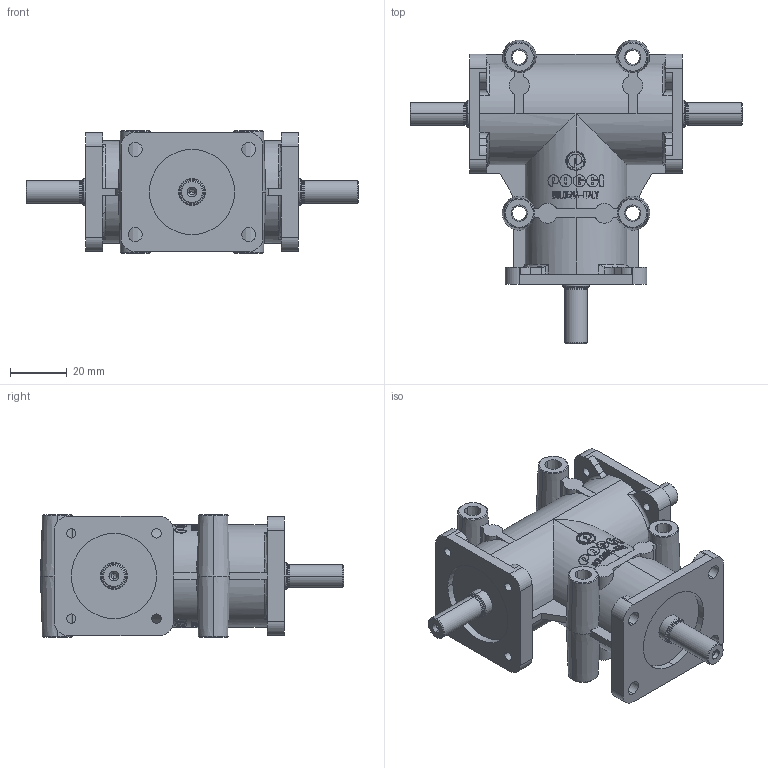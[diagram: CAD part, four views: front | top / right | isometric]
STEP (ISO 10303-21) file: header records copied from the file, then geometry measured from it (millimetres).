
FILE_DESCRIPTION(('STEP AP214'),'1');
FILE_NAME('182002111.stp','2017-04-22T20:11:04',('TraceParts'),('TraceParts S.A.'),'Spatial InterOp 3D',' ',' ');
FILE_SCHEMA(('automotive_design'));
Length unit declared in the file: millimetre
Products named in the file (1): 182002111
Bounding box: 117 x 106.98 x 43 mm (x, y, z)
Volume: 147203.9 mm3; surface area: 33500.1 mm2
Topology: 1 solids, 1 shells, 817 faces, 2203 edges, 1440 vertices
Faces by surface type: plane 265, bspline 236, cylinder 214, cone 62, torus 40
Entity records: 47550 total; most frequent: CARTESIAN_POINT 23320, ORIENTED_EDGE 4394, DIRECTION 2520, EDGE_CURVE 2197, VERTEX_POINT 1440, B_SPLINE_CURVE_WITH_KNOTS 1301, AXIS2_PLACEMENT_3D 1042, EDGE_LOOP 907
